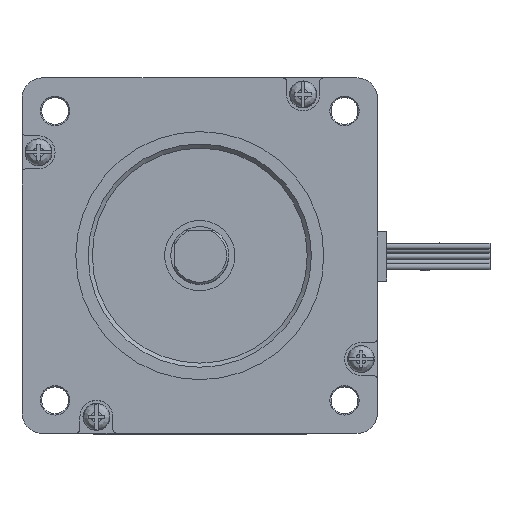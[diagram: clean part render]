
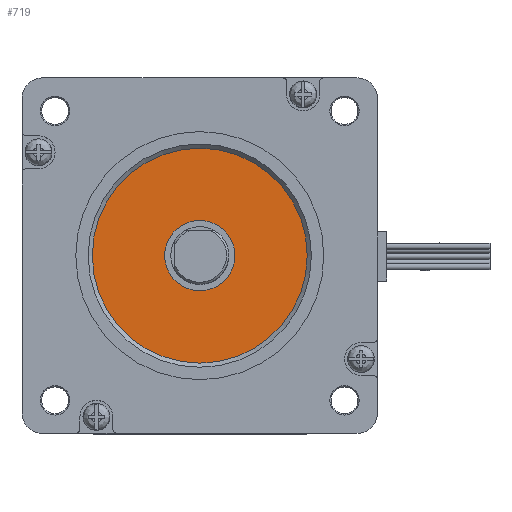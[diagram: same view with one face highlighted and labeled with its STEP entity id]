
A CAD part, top view. The second image highlights one B-rep face of the part: STEP entity #719.
In plain terms, the highlighted planar face has unit normal (0, 0, 1).
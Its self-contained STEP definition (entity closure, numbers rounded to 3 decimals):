
#719 = ADVANCED_FACE( '', ( #1582, #1583 ), #1584, .F. );
#1582 = FACE_OUTER_BOUND( '', #2695, .T. );
#1583 = FACE_BOUND( '', #2696, .T. );
#1584 = PLANE( '', #2697 );
#2695 = EDGE_LOOP( '', ( #4780 ) );
#2696 = EDGE_LOOP( '', ( #4781 ) );
#2697 = AXIS2_PLACEMENT_3D( '', #4782, #4783, #4784 );
#4780 = ORIENTED_EDGE( '', *, *, #6764, .F. );
#4781 = ORIENTED_EDGE( '', *, *, #7262, .F. );
#4782 = CARTESIAN_POINT( '', ( 0., 0., 18.1 ) );
#4783 = DIRECTION( '', ( 0., 0., -1. ) );
#4784 = DIRECTION( '', ( -1., 0., 0. ) );
#6764 = EDGE_CURVE( '', #7863, #7863, #7864, .T. );
#7262 = EDGE_CURVE( '', #8707, #8707, #8708, .F. );
#7863 = VERTEX_POINT( '', #9494 );
#7864 = CIRCLE( '', #9495, 26. );
#8707 = VERTEX_POINT( '', #10756 );
#8708 = CIRCLE( '', #10757, 8.5 );
#9494 = CARTESIAN_POINT( '', ( 26., 0., 18.1 ) );
#9495 = AXIS2_PLACEMENT_3D( '', #12083, #12084, #12085 );
#10756 = CARTESIAN_POINT( '', ( -8.5, 0., 18.1 ) );
#10757 = AXIS2_PLACEMENT_3D( '', #12767, #12768, #12769 );
#12083 = CARTESIAN_POINT( '', ( 0., 0., 18.1 ) );
#12084 = DIRECTION( '', ( 0., 0., -1. ) );
#12085 = DIRECTION( '', ( 1., 0., 0. ) );
#12767 = CARTESIAN_POINT( '', ( 0., 0., 18.1 ) );
#12768 = DIRECTION( '', ( 0., 0., -1. ) );
#12769 = DIRECTION( '', ( -1., 0., 0. ) );
